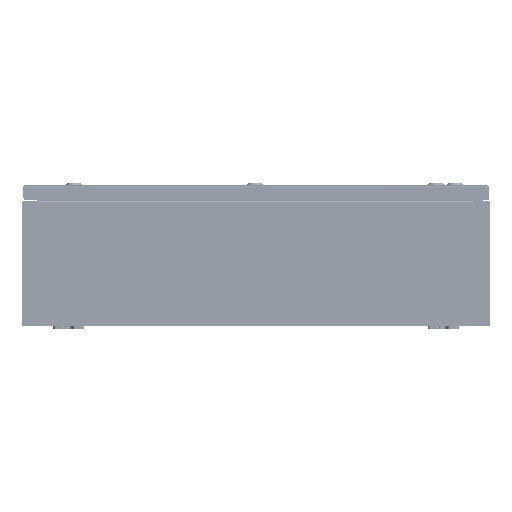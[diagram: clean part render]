
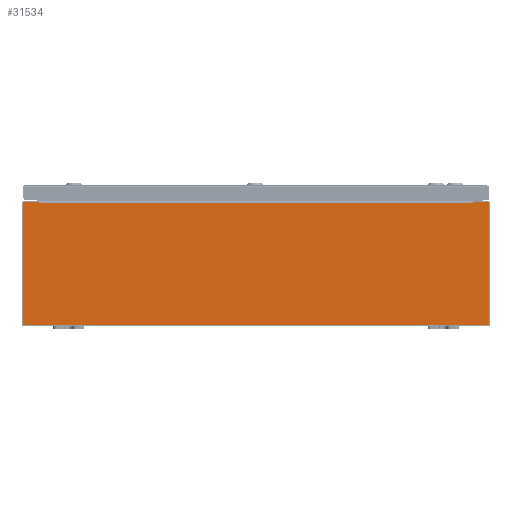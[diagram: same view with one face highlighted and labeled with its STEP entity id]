
A CAD part, front view. The second image highlights one B-rep face of the part: STEP entity #31534.
In plain terms, the highlighted face is planar.
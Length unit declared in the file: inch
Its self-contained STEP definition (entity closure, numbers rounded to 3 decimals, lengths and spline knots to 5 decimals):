
#569 = CARTESIAN_POINT ( 'NONE',  ( 13.8872, 0., 3.87495 ) ) ;
#944 = CARTESIAN_POINT ( 'NONE',  ( -13.90588, 0., 3.87495 ) ) ;
#1669 = CIRCLE ( 'NONE', #5261, 0.01867 ) ;
#1679 = CARTESIAN_POINT ( 'NONE',  ( -13.92455, 0., 0. ) ) ;
#2612 = CARTESIAN_POINT ( 'NONE',  ( 13.8872, 0., 3.9123 ) ) ;
#2735 = ORIENTED_EDGE ( 'NONE', *, *, #60434, .F. ) ;
#3483 = ORIENTED_EDGE ( 'NONE', *, *, #27023, .T. ) ;
#3636 = LINE ( 'NONE', #29019, #30676 ) ;
#4330 = LINE ( 'NONE', #35627, #56691 ) ;
#5261 = AXIS2_PLACEMENT_3D ( 'NONE', #944, #36416, #6038 ) ;
#5294 = VECTOR ( 'NONE', #30145, 39.37008 ) ;
#6038 = DIRECTION ( 'NONE',  ( 0., 0., -1. ) ) ;
#6051 = VECTOR ( 'NONE', #26619, 39.37008 ) ;
#6884 = VECTOR ( 'NONE', #55585, 39.37008 ) ;
#7559 = AXIS2_PLACEMENT_3D ( 'NONE', #32792, #17481, #42882 ) ;
#8089 = VECTOR ( 'NONE', #13858, 39.37008 ) ;
#8763 = VERTEX_POINT ( 'NONE', #25021 ) ;
#9800 = EDGE_CURVE ( 'NONE', #57980, #45650, #21644, .T. ) ;
#10338 = DIRECTION ( 'NONE',  ( 1., 0., 0. ) ) ;
#10648 = DIRECTION ( 'NONE',  ( 0., 0., 1. ) ) ;
#10989 = VERTEX_POINT ( 'NONE', #62160 ) ;
#10998 = CARTESIAN_POINT ( 'NONE',  ( 13.92455, 0., 3.87495 ) ) ;
#11112 = CARTESIAN_POINT ( 'NONE',  ( 14.9253, 0., 3.9253 ) ) ;
#11807 = CARTESIAN_POINT ( 'NONE',  ( -13.8872, 0., 3.9123 ) ) ;
#11844 = EDGE_CURVE ( 'NONE', #57980, #21928, #39663, .T. ) ;
#12403 = VECTOR ( 'NONE', #52424, 39.37008 ) ;
#12423 = VERTEX_POINT ( 'NONE', #27671 ) ;
#13275 = VERTEX_POINT ( 'NONE', #569 ) ;
#13858 = DIRECTION ( 'NONE',  ( 0., 0., -1. ) ) ;
#14004 = LINE ( 'NONE', #1679, #12403 ) ;
#14105 = CARTESIAN_POINT ( 'NONE',  ( -14.9253, 0., -3.9253 ) ) ;
#15070 = CARTESIAN_POINT ( 'NONE',  ( 14.9253, 0., 3.9253 ) ) ;
#15175 = CARTESIAN_POINT ( 'NONE',  ( -13.8872, 0., 3.87495 ) ) ;
#15783 = CARTESIAN_POINT ( 'NONE',  ( -14.9253, 0., 3.9253 ) ) ;
#16387 = CARTESIAN_POINT ( 'NONE',  ( -14.9253, 0., -3.9253 ) ) ;
#16471 = ORIENTED_EDGE ( 'NONE', *, *, #39449, .F. ) ;
#17481 = DIRECTION ( 'NONE',  ( 0., -1., 0. ) ) ;
#17663 = ORIENTED_EDGE ( 'NONE', *, *, #64416, .T. ) ;
#18731 = EDGE_CURVE ( 'NONE', #8763, #37760, #3636, .T. ) ;
#20204 = DIRECTION ( 'NONE',  ( 0., 1., 0. ) ) ;
#20435 = LINE ( 'NONE', #15070, #6884 ) ;
#21244 = LINE ( 'NONE', #15783, #46485 ) ;
#21644 = LINE ( 'NONE', #49247, #8089 ) ;
#21928 = VERTEX_POINT ( 'NONE', #2612 ) ;
#22387 = ORIENTED_EDGE ( 'NONE', *, *, #18731, .F. ) ;
#22906 = VERTEX_POINT ( 'NONE', #14105 ) ;
#23112 = LINE ( 'NONE', #50607, #61883 ) ;
#23764 = EDGE_LOOP ( 'NONE', ( #16471, #40323, #53361, #51142, #58877, #2735, #22387, #46804, #25569, #17663, #3483, #38894 ) ) ;
#23769 = AXIS2_PLACEMENT_3D ( 'NONE', #50459, #20204, #55614 ) ;
#25021 = CARTESIAN_POINT ( 'NONE',  ( 13.92455, 0., 3.9253 ) ) ;
#25569 = ORIENTED_EDGE ( 'NONE', *, *, #38199, .T. ) ;
#26289 = VECTOR ( 'NONE', #52320, 39.37008 ) ;
#26533 = VERTEX_POINT ( 'NONE', #48125 ) ;
#26619 = DIRECTION ( 'NONE',  ( -1., 0., 0. ) ) ;
#27023 = EDGE_CURVE ( 'NONE', #22906, #32283, #21244, .T. ) ;
#27671 = CARTESIAN_POINT ( 'NONE',  ( -13.92455, 0., 3.9253 ) ) ;
#28581 = CIRCLE ( 'NONE', #23769, 0.01867 ) ;
#29019 = CARTESIAN_POINT ( 'NONE',  ( 13.92455, 0., 0. ) ) ;
#29840 = CARTESIAN_POINT ( 'NONE',  ( -13.8872, 0., 3.9123 ) ) ;
#30145 = DIRECTION ( 'NONE',  ( 1., 0., 0. ) ) ;
#30367 = CARTESIAN_POINT ( 'NONE',  ( -14.9253, 0., 3.9253 ) ) ;
#30543 = DIRECTION ( 'NONE',  ( 0., 0., 1. ) ) ;
#30676 = VECTOR ( 'NONE', #64351, 39.37008 ) ;
#31498 = LINE ( 'NONE', #16387, #6051 ) ;
#31534 = ADVANCED_FACE ( 'NONE', ( #62127 ), #37813, .F. ) ;
#32283 = VERTEX_POINT ( 'NONE', #32517 ) ;
#32517 = CARTESIAN_POINT ( 'NONE',  ( -14.9253, 0., 3.9253 ) ) ;
#32792 = CARTESIAN_POINT ( 'NONE',  ( 0., 0., 0. ) ) ;
#35627 = CARTESIAN_POINT ( 'NONE',  ( -14.9253, 0., 3.9253 ) ) ;
#36416 = DIRECTION ( 'NONE',  ( 0., 1., 0. ) ) ;
#37760 = VERTEX_POINT ( 'NONE', #10998 ) ;
#37813 = PLANE ( 'NONE',  #7559 ) ;
#38199 = EDGE_CURVE ( 'NONE', #48456, #10989, #20435, .T. ) ;
#38252 = EDGE_CURVE ( 'NONE', #8763, #48456, #47309, .T. ) ;
#38894 = ORIENTED_EDGE ( 'NONE', *, *, #40811, .T. ) ;
#39449 = EDGE_CURVE ( 'NONE', #26533, #12423, #14004, .T. ) ;
#39663 = LINE ( 'NONE', #11807, #26289 ) ;
#40323 = ORIENTED_EDGE ( 'NONE', *, *, #54740, .F. ) ;
#40811 = EDGE_CURVE ( 'NONE', #32283, #12423, #4330, .T. ) ;
#42882 = DIRECTION ( 'NONE',  ( 0., 0., -1. ) ) ;
#45650 = VERTEX_POINT ( 'NONE', #15175 ) ;
#46485 = VECTOR ( 'NONE', #10648, 39.37008 ) ;
#46804 = ORIENTED_EDGE ( 'NONE', *, *, #38252, .T. ) ;
#47309 = LINE ( 'NONE', #30367, #5294 ) ;
#48125 = CARTESIAN_POINT ( 'NONE',  ( -13.92455, 0., 3.87495 ) ) ;
#48456 = VERTEX_POINT ( 'NONE', #11112 ) ;
#49247 = CARTESIAN_POINT ( 'NONE',  ( -13.8872, 0., 0. ) ) ;
#50459 = CARTESIAN_POINT ( 'NONE',  ( 13.90588, 0., 3.87495 ) ) ;
#50607 = CARTESIAN_POINT ( 'NONE',  ( 13.8872, 0., 0. ) ) ;
#51142 = ORIENTED_EDGE ( 'NONE', *, *, #11844, .T. ) ;
#52320 = DIRECTION ( 'NONE',  ( 1., 0., 0. ) ) ;
#52424 = DIRECTION ( 'NONE',  ( 0., 0., 1. ) ) ;
#53361 = ORIENTED_EDGE ( 'NONE', *, *, #9800, .F. ) ;
#54740 = EDGE_CURVE ( 'NONE', #45650, #26533, #1669, .T. ) ;
#55585 = DIRECTION ( 'NONE',  ( 0., 0., -1. ) ) ;
#55614 = DIRECTION ( 'NONE',  ( 0., 0., -1. ) ) ;
#56691 = VECTOR ( 'NONE', #10338, 39.37008 ) ;
#57980 = VERTEX_POINT ( 'NONE', #29840 ) ;
#58877 = ORIENTED_EDGE ( 'NONE', *, *, #59297, .F. ) ;
#59297 = EDGE_CURVE ( 'NONE', #13275, #21928, #23112, .T. ) ;
#60434 = EDGE_CURVE ( 'NONE', #37760, #13275, #28581, .T. ) ;
#61883 = VECTOR ( 'NONE', #30543, 39.37008 ) ;
#62127 = FACE_OUTER_BOUND ( 'NONE', #23764, .T. ) ;
#62160 = CARTESIAN_POINT ( 'NONE',  ( 14.9253, 0., -3.9253 ) ) ;
#64351 = DIRECTION ( 'NONE',  ( 0., 0., -1. ) ) ;
#64416 = EDGE_CURVE ( 'NONE', #10989, #22906, #31498, .T. ) ;
